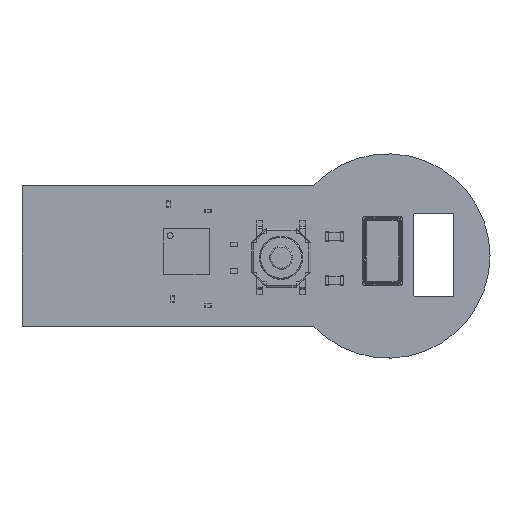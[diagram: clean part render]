
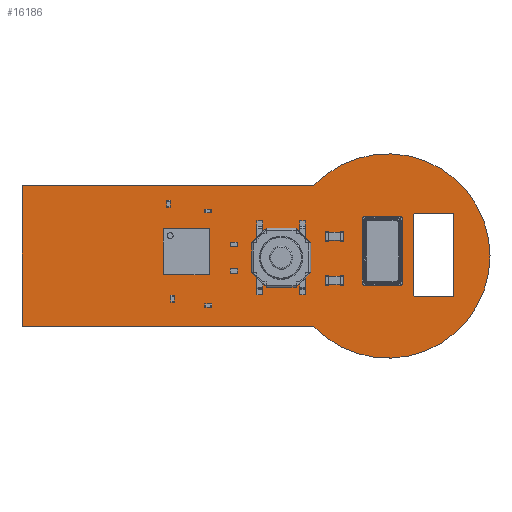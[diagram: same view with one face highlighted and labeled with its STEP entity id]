
A CAD part, top view. The second image highlights one B-rep face of the part: STEP entity #16186.
In plain terms, the highlighted planar face has unit normal (0, 0, 1).
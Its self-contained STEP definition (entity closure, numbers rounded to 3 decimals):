
#15950 = VERTEX_POINT('',#15951);
#15951 = CARTESIAN_POINT('',(5.007,6.1,1.6));
#15957 = EDGE_CURVE('',#15950,#15958,#15960,.T.);
#15958 = VERTEX_POINT('',#15959);
#15959 = CARTESIAN_POINT('',(5.009,-6.103,1.6));
#15960 = CIRCLE('',#15961,8.859);
#15961 = AXIS2_PLACEMENT_3D('',#15962,#15963,#15964);
#15962 = CARTESIAN_POINT('',(11.432,0.,1.6));
#15963 = DIRECTION('',(0.,0.,-1.));
#15964 = DIRECTION('',(-0.725,0.689,-0.));
#15992 = VERTEX_POINT('',#15993);
#15993 = CARTESIAN_POINT('',(-20.291,6.097,1.6));
#15999 = EDGE_CURVE('',#15992,#15950,#16000,.T.);
#16000 = LINE('',#16001,#16002);
#16001 = CARTESIAN_POINT('',(-20.291,6.097,1.6));
#16002 = VECTOR('',#16003,1.);
#16003 = DIRECTION('',(1.,0.,0.));
#16021 = EDGE_CURVE('',#15958,#16022,#16024,.T.);
#16022 = VERTEX_POINT('',#16023);
#16023 = CARTESIAN_POINT('',(5.009,-6.103,1.6));
#16024 = LINE('',#16025,#16026);
#16025 = CARTESIAN_POINT('',(5.009,-6.103,1.6));
#16026 = VECTOR('',#16027,1.);
#16027 = DIRECTION('',(-0.707,-0.707,0.));
#16186 = ADVANCED_FACE('',(#16187,#16206,#16217,#16228,#16239,#16250),
  #16320,.T.);
#16187 = FACE_BOUND('',#16188,.T.);
#16188 = EDGE_LOOP('',(#16189,#16190,#16191,#16199,#16205));
#16189 = ORIENTED_EDGE('',*,*,#15957,.F.);
#16190 = ORIENTED_EDGE('',*,*,#15999,.F.);
#16191 = ORIENTED_EDGE('',*,*,#16192,.F.);
#16192 = EDGE_CURVE('',#16193,#15992,#16195,.T.);
#16193 = VERTEX_POINT('',#16194);
#16194 = CARTESIAN_POINT('',(-20.291,-6.103,1.6));
#16195 = LINE('',#16196,#16197);
#16196 = CARTESIAN_POINT('',(-20.291,-6.103,1.6));
#16197 = VECTOR('',#16198,1.);
#16198 = DIRECTION('',(0.,1.,0.));
#16199 = ORIENTED_EDGE('',*,*,#16200,.F.);
#16200 = EDGE_CURVE('',#16022,#16193,#16201,.T.);
#16201 = LINE('',#16202,#16203);
#16202 = CARTESIAN_POINT('',(5.009,-6.103,1.6));
#16203 = VECTOR('',#16204,1.);
#16204 = DIRECTION('',(-1.,0.,0.));
#16205 = ORIENTED_EDGE('',*,*,#16021,.F.);
#16206 = FACE_BOUND('',#16207,.T.);
#16207 = EDGE_LOOP('',(#16208));
#16208 = ORIENTED_EDGE('',*,*,#16209,.T.);
#16209 = EDGE_CURVE('',#16210,#16210,#16212,.T.);
#16210 = VERTEX_POINT('',#16211);
#16211 = CARTESIAN_POINT('',(-7.041,-0.73,1.6));
#16212 = CIRCLE('',#16213,0.1);
#16213 = AXIS2_PLACEMENT_3D('',#16214,#16215,#16216);
#16214 = CARTESIAN_POINT('',(-7.041,-0.63,1.6));
#16215 = DIRECTION('',(-0.,0.,-1.));
#16216 = DIRECTION('',(0.,-1.,0.));
#16217 = FACE_BOUND('',#16218,.T.);
#16218 = EDGE_LOOP('',(#16219));
#16219 = ORIENTED_EDGE('',*,*,#16220,.T.);
#16220 = EDGE_CURVE('',#16221,#16221,#16223,.T.);
#16221 = VERTEX_POINT('',#16222);
#16222 = CARTESIAN_POINT('',(-5.041,-0.73,1.6));
#16223 = CIRCLE('',#16224,0.1);
#16224 = AXIS2_PLACEMENT_3D('',#16225,#16226,#16227);
#16225 = CARTESIAN_POINT('',(-5.041,-0.63,1.6));
#16226 = DIRECTION('',(-0.,0.,-1.));
#16227 = DIRECTION('',(0.,-1.,0.));
#16228 = FACE_BOUND('',#16229,.T.);
#16229 = EDGE_LOOP('',(#16230));
#16230 = ORIENTED_EDGE('',*,*,#16231,.T.);
#16231 = EDGE_CURVE('',#16232,#16232,#16234,.T.);
#16232 = VERTEX_POINT('',#16233);
#16233 = CARTESIAN_POINT('',(-7.041,1.27,1.6));
#16234 = CIRCLE('',#16235,0.1);
#16235 = AXIS2_PLACEMENT_3D('',#16236,#16237,#16238);
#16236 = CARTESIAN_POINT('',(-7.041,1.37,1.6));
#16237 = DIRECTION('',(-0.,0.,-1.));
#16238 = DIRECTION('',(0.,-1.,0.));
#16239 = FACE_BOUND('',#16240,.T.);
#16240 = EDGE_LOOP('',(#16241));
#16241 = ORIENTED_EDGE('',*,*,#16242,.T.);
#16242 = EDGE_CURVE('',#16243,#16243,#16245,.T.);
#16243 = VERTEX_POINT('',#16244);
#16244 = CARTESIAN_POINT('',(-5.041,1.27,1.6));
#16245 = CIRCLE('',#16246,0.1);
#16246 = AXIS2_PLACEMENT_3D('',#16247,#16248,#16249);
#16247 = CARTESIAN_POINT('',(-5.041,1.37,1.6));
#16248 = DIRECTION('',(-0.,0.,-1.));
#16249 = DIRECTION('',(0.,-1.,0.));
#16250 = FACE_BOUND('',#16251,.T.);
#16251 = EDGE_LOOP('',(#16252,#16263,#16271,#16280,#16288,#16297,#16305,
    #16314));
#16252 = ORIENTED_EDGE('',*,*,#16253,.F.);
#16253 = EDGE_CURVE('',#16254,#16256,#16258,.T.);
#16254 = VERTEX_POINT('',#16255);
#16255 = CARTESIAN_POINT('',(13.795,3.697,1.6));
#16256 = VERTEX_POINT('',#16257);
#16257 = CARTESIAN_POINT('',(13.695,3.597,1.6));
#16258 = CIRCLE('',#16259,0.1);
#16259 = AXIS2_PLACEMENT_3D('',#16260,#16261,#16262);
#16260 = CARTESIAN_POINT('',(13.795,3.597,1.6));
#16261 = DIRECTION('',(0.,0.,1.));
#16262 = DIRECTION('',(0.,1.,-0.));
#16263 = ORIENTED_EDGE('',*,*,#16264,.F.);
#16264 = EDGE_CURVE('',#16265,#16254,#16267,.T.);
#16265 = VERTEX_POINT('',#16266);
#16266 = CARTESIAN_POINT('',(17.024,3.697,1.6));
#16267 = LINE('',#16268,#16269);
#16268 = CARTESIAN_POINT('',(17.024,3.697,1.6));
#16269 = VECTOR('',#16270,1.);
#16270 = DIRECTION('',(-1.,0.,0.));
#16271 = ORIENTED_EDGE('',*,*,#16272,.F.);
#16272 = EDGE_CURVE('',#16273,#16265,#16275,.T.);
#16273 = VERTEX_POINT('',#16274);
#16274 = CARTESIAN_POINT('',(17.124,3.597,1.6));
#16275 = CIRCLE('',#16276,0.1);
#16276 = AXIS2_PLACEMENT_3D('',#16277,#16278,#16279);
#16277 = CARTESIAN_POINT('',(17.024,3.597,1.6));
#16278 = DIRECTION('',(0.,0.,1.));
#16279 = DIRECTION('',(1.,0.,0.));
#16280 = ORIENTED_EDGE('',*,*,#16281,.F.);
#16281 = EDGE_CURVE('',#16282,#16273,#16284,.T.);
#16282 = VERTEX_POINT('',#16283);
#16283 = CARTESIAN_POINT('',(17.124,-3.432,1.6));
#16284 = LINE('',#16285,#16286);
#16285 = CARTESIAN_POINT('',(17.124,-3.432,1.6));
#16286 = VECTOR('',#16287,1.);
#16287 = DIRECTION('',(0.,1.,0.));
#16288 = ORIENTED_EDGE('',*,*,#16289,.F.);
#16289 = EDGE_CURVE('',#16290,#16282,#16292,.T.);
#16290 = VERTEX_POINT('',#16291);
#16291 = CARTESIAN_POINT('',(17.024,-3.532,1.6));
#16292 = CIRCLE('',#16293,0.1);
#16293 = AXIS2_PLACEMENT_3D('',#16294,#16295,#16296);
#16294 = CARTESIAN_POINT('',(17.024,-3.432,1.6));
#16295 = DIRECTION('',(0.,0.,1.));
#16296 = DIRECTION('',(0.,-1.,0.));
#16297 = ORIENTED_EDGE('',*,*,#16298,.F.);
#16298 = EDGE_CURVE('',#16299,#16290,#16301,.T.);
#16299 = VERTEX_POINT('',#16300);
#16300 = CARTESIAN_POINT('',(13.795,-3.532,1.6));
#16301 = LINE('',#16302,#16303);
#16302 = CARTESIAN_POINT('',(13.795,-3.532,1.6));
#16303 = VECTOR('',#16304,1.);
#16304 = DIRECTION('',(1.,0.,0.));
#16305 = ORIENTED_EDGE('',*,*,#16306,.F.);
#16306 = EDGE_CURVE('',#16307,#16299,#16309,.T.);
#16307 = VERTEX_POINT('',#16308);
#16308 = CARTESIAN_POINT('',(13.695,-3.432,1.6));
#16309 = CIRCLE('',#16310,0.1);
#16310 = AXIS2_PLACEMENT_3D('',#16311,#16312,#16313);
#16311 = CARTESIAN_POINT('',(13.795,-3.432,1.6));
#16312 = DIRECTION('',(0.,0.,1.));
#16313 = DIRECTION('',(-1.,0.,0.));
#16314 = ORIENTED_EDGE('',*,*,#16315,.F.);
#16315 = EDGE_CURVE('',#16256,#16307,#16316,.T.);
#16316 = LINE('',#16317,#16318);
#16317 = CARTESIAN_POINT('',(13.695,3.597,1.6));
#16318 = VECTOR('',#16319,1.);
#16319 = DIRECTION('',(0.,-1.,0.));
#16320 = PLANE('',#16321);
#16321 = AXIS2_PLACEMENT_3D('',#16322,#16323,#16324);
#16322 = CARTESIAN_POINT('',(0.,0.,1.6));
#16323 = DIRECTION('',(0.,0.,1.));
#16324 = DIRECTION('',(1.,0.,-0.));
